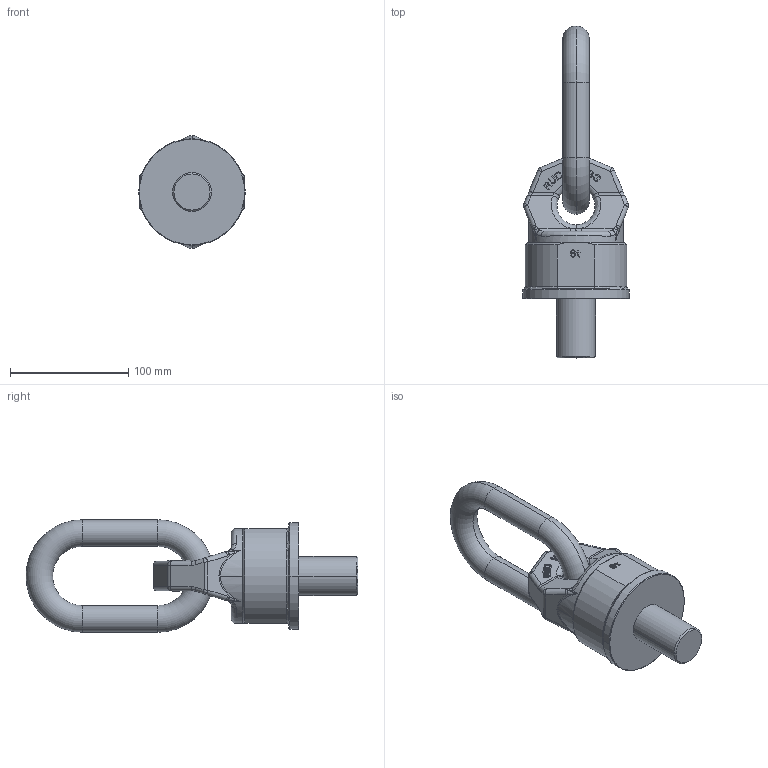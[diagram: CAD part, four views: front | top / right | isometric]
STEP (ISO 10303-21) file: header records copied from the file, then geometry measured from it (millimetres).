
FILE_DESCRIPTION((''),'2;1');
FILE_NAME('001-M34111-P-20_ASM','2019-06-26T',('anja.joas'),(''),'PRO/ENGINEER BY PARAMETRIC TECHNOLOGY CORPORATION, 2011490','PRO/ENGINEER BY PARAMETRIC TECHNOLOGY CORPORATION, 2011490','');
FILE_SCHEMA(('CONFIG_CONTROL_DESIGN'));
Length unit declared in the file: millimetre
Products named in the file (4): 001-M34111-P-10_AF0; 001-M33243-P-10; 001-M31050-P-02; 001-M34111-P-20_ASM
Assembly tree (3 placements, depth 2):
  001-M34111-P-20_ASM
    001-M34111-P-10_AF0
    001-M33243-P-10
    001-M31050-P-02
Bounding box: 90 x 280.5 x 95 mm (x, y, z)
Volume: 618791.9 mm3; surface area: 79362.4 mm2
Topology: 3 solids, 3 shells, 451 faces, 1208 edges, 774 vertices
Faces by surface type: plane 314, cylinder 63, bspline 56, torus 10, cone 8
Entity records: 15740 total; most frequent: CARTESIAN_POINT 4762, ORIENTED_EDGE 2408, DIRECTION 2026, EDGE_CURVE 1204, VECTOR 926, LINE 926, VERTEX_POINT 774, AXIS2_PLACEMENT_3D 550
